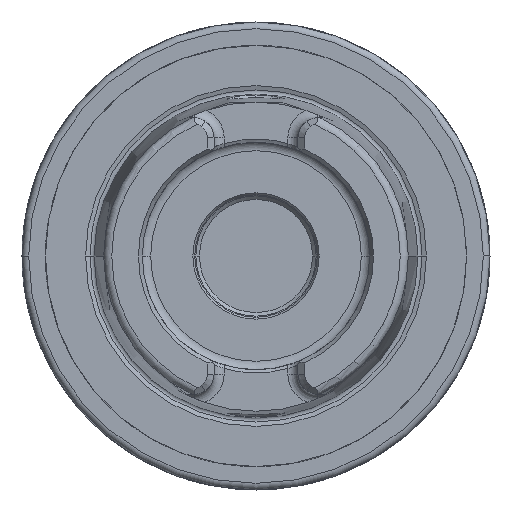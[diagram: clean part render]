
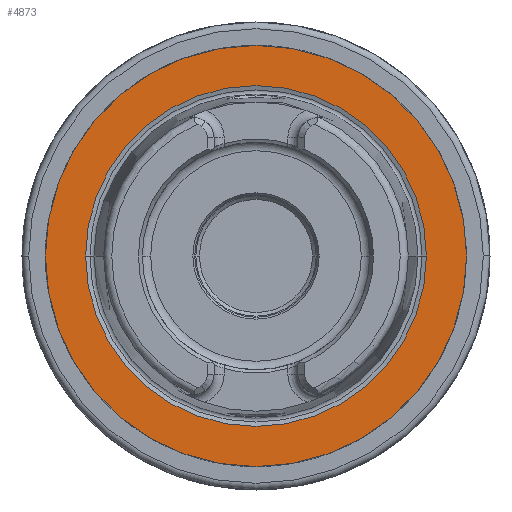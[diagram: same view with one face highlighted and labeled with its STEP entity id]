
A CAD part, left-side view. The second image highlights one B-rep face of the part: STEP entity #4873.
In plain terms, the highlighted planar face has unit normal (-1, 0, 0).
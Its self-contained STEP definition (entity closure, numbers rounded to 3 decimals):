
#1068=CARTESIAN_POINT('',(0.,0.,0.));
#1069=DIRECTION('',(1.,0.,0.));
#1070=DIRECTION('',(0.,1.,0.));
#1071=AXIS2_PLACEMENT_3D('',#1068,#1069,#1070);
#1073=CARTESIAN_POINT('',(0.,0.,0.));
#1074=DIRECTION('',(-1.,0.,0.));
#1075=DIRECTION('',(0.,1.,0.));
#1076=AXIS2_PLACEMENT_3D('',#1073,#1074,#1075);
#1078=CARTESIAN_POINT('',(0.,0.,0.));
#1079=DIRECTION('',(-1.,0.,0.));
#1080=DIRECTION('',(0.,-1.,0.));
#1081=AXIS2_PLACEMENT_3D('',#1078,#1079,#1080);
#1083=CARTESIAN_POINT('',(0.,0.,0.));
#1084=DIRECTION('',(-1.,0.,0.));
#1085=DIRECTION('',(0.,1.,0.));
#1086=AXIS2_PLACEMENT_3D('',#1083,#1084,#1085);
#3061=CARTESIAN_POINT('',(0.,31.5,0.));
#3062=CARTESIAN_POINT('',(0.,-31.5,0.));
#3063=VERTEX_POINT('',#3061);
#3064=VERTEX_POINT('',#3062);
#3089=CARTESIAN_POINT('',(0.,-25.49,0.));
#3090=VERTEX_POINT('',#3089);
#3091=CARTESIAN_POINT('',(0.,25.49,0.));
#3092=VERTEX_POINT('',#3091);
#4858=CARTESIAN_POINT('',(0.,0.,0.));
#4859=DIRECTION('',(1.,0.,0.));
#4860=DIRECTION('',(0.,-1.,0.));
#4861=AXIS2_PLACEMENT_3D('',#4858,#4859,#4860);
#4862=PLANE('',#4861);
#4864=ORIENTED_EDGE('',*,*,#4863,.T.);
#4866=ORIENTED_EDGE('',*,*,#4865,.F.);
#4867=EDGE_LOOP('',(#4864,#4866));
#4868=FACE_OUTER_BOUND('',#4867,.F.);
#4869=ORIENTED_EDGE('',*,*,#4853,.T.);
#4870=ORIENTED_EDGE('',*,*,#4837,.T.);
#4871=EDGE_LOOP('',(#4869,#4870));
#4872=FACE_BOUND('',#4871,.F.);
#4873=ADVANCED_FACE('',(#4868,#4872),#4862,.F.);
#1072=CIRCLE('',#1071,31.5);
#1077=CIRCLE('',#1076,31.5);
#1082=CIRCLE('',#1081,25.49);
#1087=CIRCLE('',#1086,25.49);
#4837=EDGE_CURVE('',#3092,#3090,#1087,.T.);
#4853=EDGE_CURVE('',#3090,#3092,#1082,.T.);
#4863=EDGE_CURVE('',#3063,#3064,#1072,.T.);
#4865=EDGE_CURVE('',#3063,#3064,#1077,.T.);
